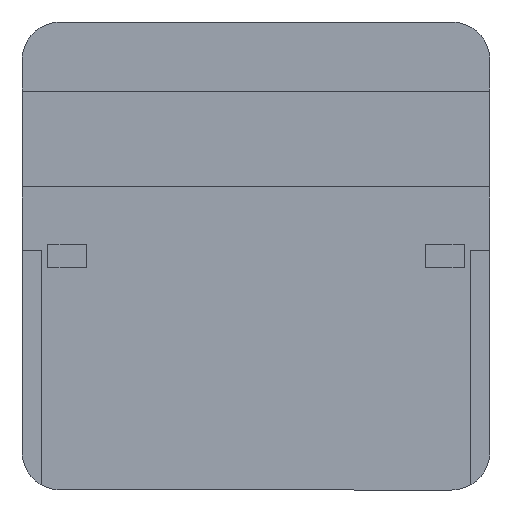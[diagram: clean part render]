
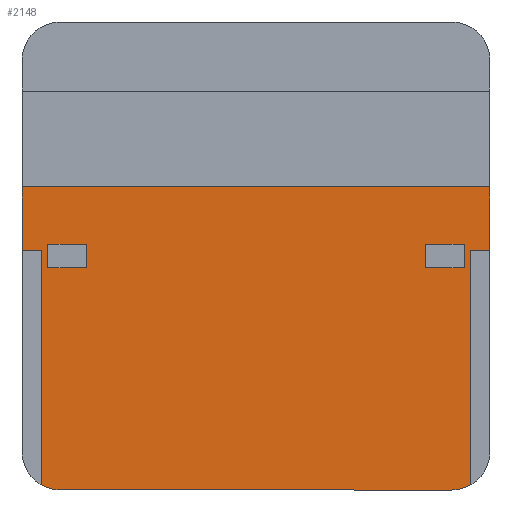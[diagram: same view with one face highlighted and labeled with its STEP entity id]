
A CAD part, front view. The second image highlights one B-rep face of the part: STEP entity #2148.
In plain terms, the highlighted planar face has unit normal (0, -1, 0).
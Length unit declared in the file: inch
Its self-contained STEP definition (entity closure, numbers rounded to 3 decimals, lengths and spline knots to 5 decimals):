
#47 = LINE ( 'NONE', #354, #1008 ) ;
#63 = DIRECTION ( 'NONE',  ( 1., 0., 0. ) ) ;
#75 = VERTEX_POINT ( 'NONE', #797 ) ;
#173 = VECTOR ( 'NONE', #567, 39.37008 ) ;
#185 = CARTESIAN_POINT ( 'NONE',  ( -0.102, 0., -0.102 ) ) ;
#242 = CARTESIAN_POINT ( 'NONE',  ( 0.122, 0., 0.102 ) ) ;
#258 = ORIENTED_EDGE ( 'NONE', *, *, #1889, .F. ) ;
#275 = VECTOR ( 'NONE', #1765, 39.37008 ) ;
#276 = CARTESIAN_POINT ( 'NONE',  ( 0.112, 0., -0.11932 ) ) ;
#278 = CARTESIAN_POINT ( 'NONE',  ( -0.122, 0., 0.003 ) ) ;
#303 = CARTESIAN_POINT ( 'NONE',  ( -0.102, 0., -0.122 ) ) ;
#346 = CIRCLE ( 'NONE', #994, 0.02 ) ;
#354 = CARTESIAN_POINT ( 'NONE',  ( -0.112, 0., 0.003 ) ) ;
#364 = CARTESIAN_POINT ( 'NONE',  ( 0.102, 0., 0.036 ) ) ;
#370 = VERTEX_POINT ( 'NONE', #1423 ) ;
#373 = VERTEX_POINT ( 'NONE', #278 ) ;
#380 = DIRECTION ( 'NONE',  ( -1., 0., 0. ) ) ;
#412 = DIRECTION ( 'NONE',  ( 0., 0., 1. ) ) ;
#420 = VERTEX_POINT ( 'NONE', #1415 ) ;
#423 = VECTOR ( 'NONE', #2167, 39.37008 ) ;
#433 = VECTOR ( 'NONE', #821, 39.37008 ) ;
#449 = ORIENTED_EDGE ( 'NONE', *, *, #1067, .F. ) ;
#457 = ORIENTED_EDGE ( 'NONE', *, *, #1085, .T. ) ;
#499 = EDGE_CURVE ( 'NONE', #2270, #75, #1584, .T. ) ;
#530 = VERTEX_POINT ( 'NONE', #276 ) ;
#543 = CARTESIAN_POINT ( 'NONE',  ( -0.122, 0., 0.102 ) ) ;
#546 = PLANE ( 'NONE',  #1688 ) ;
#552 = DIRECTION ( 'NONE',  ( 0., 1., 0. ) ) ;
#567 = DIRECTION ( 'NONE',  ( -1., 0., 0. ) ) ;
#576 = EDGE_CURVE ( 'NONE', #530, #370, #1928, .T. ) ;
#598 = EDGE_CURVE ( 'NONE', #75, #855, #989, .T. ) ;
#653 = CARTESIAN_POINT ( 'NONE',  ( 0.102, 0., -0.122 ) ) ;
#729 = DIRECTION ( 'NONE',  ( 0., 0., 1. ) ) ;
#772 = DIRECTION ( 'NONE',  ( 0., 1., 0. ) ) ;
#797 = CARTESIAN_POINT ( 'NONE',  ( -0.112, 0., -0.11932 ) ) ;
#815 = VERTEX_POINT ( 'NONE', #1432 ) ;
#821 = DIRECTION ( 'NONE',  ( -1., 0., 0. ) ) ;
#832 = LINE ( 'NONE', #364, #173 ) ;
#855 = VERTEX_POINT ( 'NONE', #2134 ) ;
#865 = CARTESIAN_POINT ( 'NONE',  ( 0.112, 0., -0.122 ) ) ;
#970 = EDGE_CURVE ( 'NONE', #373, #420, #1368, .T. ) ;
#989 = LINE ( 'NONE', #1018, #1710 ) ;
#994 = AXIS2_PLACEMENT_3D ( 'NONE', #2124, #1020, #1589 ) ;
#1004 = VERTEX_POINT ( 'NONE', #2008 ) ;
#1008 = VECTOR ( 'NONE', #380, 39.37008 ) ;
#1011 = VECTOR ( 'NONE', #63, 39.37008 ) ;
#1018 = CARTESIAN_POINT ( 'NONE',  ( -0.112, 0., -0.122 ) ) ;
#1020 = DIRECTION ( 'NONE',  ( 0., 1., 0. ) ) ;
#1067 = EDGE_CURVE ( 'NONE', #855, #373, #47, .T. ) ;
#1085 = EDGE_CURVE ( 'NONE', #1004, #420, #832, .T. ) ;
#1108 = ORIENTED_EDGE ( 'NONE', *, *, #598, .F. ) ;
#1206 = CARTESIAN_POINT ( 'NONE',  ( 0.112, 0., 0.003 ) ) ;
#1212 = EDGE_LOOP ( 'NONE', ( #1262, #2244, #457, #2054, #449, #1108, #2034, #258, #1740, #1856 ) ) ;
#1247 = CARTESIAN_POINT ( 'NONE',  ( 0.122, 0., 0.003 ) ) ;
#1262 = ORIENTED_EDGE ( 'NONE', *, *, #1990, .T. ) ;
#1368 = LINE ( 'NONE', #543, #2450 ) ;
#1415 = CARTESIAN_POINT ( 'NONE',  ( -0.122, 0., 0.036 ) ) ;
#1423 = CARTESIAN_POINT ( 'NONE',  ( 0.112, 0., 0.003 ) ) ;
#1432 = CARTESIAN_POINT ( 'NONE',  ( 0.102, 0., -0.122 ) ) ;
#1482 = DIRECTION ( 'NONE',  ( 0., 0., 1. ) ) ;
#1497 = VERTEX_POINT ( 'NONE', #1247 ) ;
#1584 = CIRCLE ( 'NONE', #2342, 0.02 ) ;
#1589 = DIRECTION ( 'NONE',  ( 0., 0., 1. ) ) ;
#1595 = DIRECTION ( 'NONE',  ( 0., 0., 1. ) ) ;
#1625 = LINE ( 'NONE', #1206, #1011 ) ;
#1629 = LINE ( 'NONE', #653, #433 ) ;
#1688 = AXIS2_PLACEMENT_3D ( 'NONE', #1858, #552, #729 ) ;
#1710 = VECTOR ( 'NONE', #1595, 39.37008 ) ;
#1740 = ORIENTED_EDGE ( 'NONE', *, *, #1970, .F. ) ;
#1765 = DIRECTION ( 'NONE',  ( 0., 0., -1. ) ) ;
#1803 = LINE ( 'NONE', #242, #275 ) ;
#1856 = ORIENTED_EDGE ( 'NONE', *, *, #576, .T. ) ;
#1858 = CARTESIAN_POINT ( 'NONE',  ( 0.102, 0., 0.102 ) ) ;
#1889 = EDGE_CURVE ( 'NONE', #815, #2270, #1629, .T. ) ;
#1928 = LINE ( 'NONE', #865, #423 ) ;
#1970 = EDGE_CURVE ( 'NONE', #530, #815, #346, .T. ) ;
#1984 = EDGE_CURVE ( 'NONE', #1004, #1497, #1803, .T. ) ;
#1990 = EDGE_CURVE ( 'NONE', #370, #1497, #1625, .T. ) ;
#2008 = CARTESIAN_POINT ( 'NONE',  ( 0.122, 0., 0.036 ) ) ;
#2034 = ORIENTED_EDGE ( 'NONE', *, *, #499, .F. ) ;
#2054 = ORIENTED_EDGE ( 'NONE', *, *, #970, .F. ) ;
#2124 = CARTESIAN_POINT ( 'NONE',  ( 0.102, 0., -0.102 ) ) ;
#2134 = CARTESIAN_POINT ( 'NONE',  ( -0.112, 0., 0.003 ) ) ;
#2148 = ADVANCED_FACE ( 'NONE', ( #2389 ), #546, .F. ) ;
#2167 = DIRECTION ( 'NONE',  ( 0., 0., 1. ) ) ;
#2244 = ORIENTED_EDGE ( 'NONE', *, *, #1984, .F. ) ;
#2270 = VERTEX_POINT ( 'NONE', #303 ) ;
#2342 = AXIS2_PLACEMENT_3D ( 'NONE', #185, #772, #412 ) ;
#2389 = FACE_OUTER_BOUND ( 'NONE', #1212, .T. ) ;
#2450 = VECTOR ( 'NONE', #1482, 39.37008 ) ;
